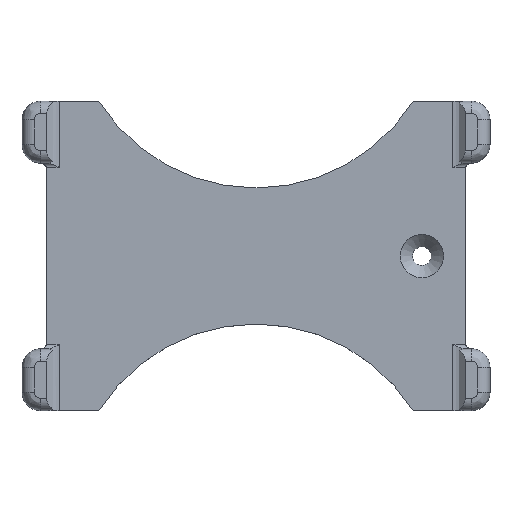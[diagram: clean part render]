
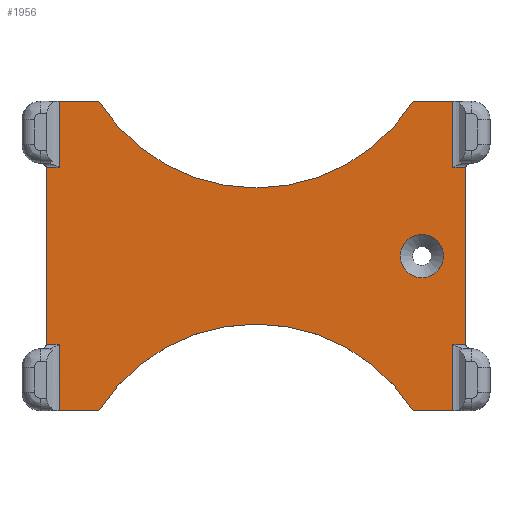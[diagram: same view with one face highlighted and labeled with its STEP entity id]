
A CAD part, top view. The second image highlights one B-rep face of the part: STEP entity #1956.
In plain terms, the highlighted planar face has unit normal (0, 0, 1).
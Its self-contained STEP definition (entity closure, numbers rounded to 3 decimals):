
#40=FACE_BOUND('',#327,.T.);
#104=CIRCLE('',#2105,30.);
#108=CIRCLE('',#2114,1.);
#109=CIRCLE('',#2117,1.);
#113=CIRCLE('',#2128,30.);
#114=CIRCLE('',#2129,1.);
#115=CIRCLE('',#2130,1.);
#116=CIRCLE('',#2131,3.5);
#205=FACE_OUTER_BOUND('',#326,.T.);
#326=EDGE_LOOP('',(#1469,#1470,#1471,#1472,#1473,#1474,#1475,#1476,#1477,
#1478,#1479,#1480,#1481,#1482,#1483,#1484,#1485,#1486,#1487,#1488));
#327=EDGE_LOOP('',(#1489));
#465=LINE('',#3023,#654);
#477=LINE('',#3064,#666);
#490=LINE('',#3108,#679);
#504=LINE('',#3145,#693);
#505=LINE('',#3147,#694);
#506=LINE('',#3151,#695);
#507=LINE('',#3153,#696);
#508=LINE('',#3155,#697);
#509=LINE('',#3159,#698);
#510=LINE('',#3163,#699);
#511=LINE('',#3165,#700);
#512=LINE('',#3166,#701);
#513=LINE('',#3168,#702);
#514=LINE('',#3169,#703);
#654=VECTOR('',#2413,10.);
#666=VECTOR('',#2441,10.);
#679=VECTOR('',#2470,10.);
#693=VECTOR('',#2490,10.);
#694=VECTOR('',#2493,10.);
#695=VECTOR('',#2496,10.);
#696=VECTOR('',#2497,10.);
#697=VECTOR('',#2498,10.);
#698=VECTOR('',#2501,10.);
#699=VECTOR('',#2504,10.);
#700=VECTOR('',#2505,10.);
#701=VECTOR('',#2506,10.);
#702=VECTOR('',#2507,10.);
#703=VECTOR('',#2508,10.);
#848=VERTEX_POINT('',#3013);
#849=VERTEX_POINT('',#3015);
#851=VERTEX_POINT('',#3021);
#860=VERTEX_POINT('',#3047);
#861=VERTEX_POINT('',#3049);
#862=VERTEX_POINT('',#3062);
#865=VERTEX_POINT('',#3070);
#874=VERTEX_POINT('',#3105);
#875=VERTEX_POINT('',#3107);
#889=VERTEX_POINT('',#3138);
#890=VERTEX_POINT('',#3148);
#891=VERTEX_POINT('',#3150);
#892=VERTEX_POINT('',#3152);
#893=VERTEX_POINT('',#3154);
#894=VERTEX_POINT('',#3156);
#895=VERTEX_POINT('',#3158);
#896=VERTEX_POINT('',#3160);
#897=VERTEX_POINT('',#3162);
#898=VERTEX_POINT('',#3164);
#899=VERTEX_POINT('',#3167);
#900=VERTEX_POINT('',#3170);
#1049=EDGE_CURVE('',#849,#848,#104,.T.);
#1053=EDGE_CURVE('',#848,#851,#465,.T.);
#1066=EDGE_CURVE('',#861,#860,#108,.T.);
#1069=EDGE_CURVE('',#860,#862,#477,.T.);
#1073=EDGE_CURVE('',#862,#865,#109,.T.);
#1086=EDGE_CURVE('',#875,#874,#490,.T.);
#1102=EDGE_CURVE('',#889,#865,#504,.T.);
#1103=EDGE_CURVE('',#875,#889,#505,.T.);
#1104=EDGE_CURVE('',#874,#890,#113,.T.);
#1105=EDGE_CURVE('',#890,#891,#506,.T.);
#1106=EDGE_CURVE('',#892,#891,#507,.T.);
#1107=EDGE_CURVE('',#893,#892,#508,.T.);
#1108=EDGE_CURVE('',#893,#894,#114,.T.);
#1109=EDGE_CURVE('',#894,#895,#509,.T.);
#1110=EDGE_CURVE('',#895,#896,#115,.T.);
#1111=EDGE_CURVE('',#897,#896,#510,.T.);
#1112=EDGE_CURVE('',#898,#897,#511,.T.);
#1113=EDGE_CURVE('',#898,#849,#512,.T.);
#1114=EDGE_CURVE('',#899,#851,#513,.T.);
#1115=EDGE_CURVE('',#861,#899,#514,.T.);
#1116=EDGE_CURVE('',#900,#900,#116,.T.);
#1469=ORIENTED_EDGE('',*,*,#1102,.F.);
#1470=ORIENTED_EDGE('',*,*,#1103,.F.);
#1471=ORIENTED_EDGE('',*,*,#1086,.T.);
#1472=ORIENTED_EDGE('',*,*,#1104,.T.);
#1473=ORIENTED_EDGE('',*,*,#1105,.T.);
#1474=ORIENTED_EDGE('',*,*,#1106,.F.);
#1475=ORIENTED_EDGE('',*,*,#1107,.F.);
#1476=ORIENTED_EDGE('',*,*,#1108,.T.);
#1477=ORIENTED_EDGE('',*,*,#1109,.T.);
#1478=ORIENTED_EDGE('',*,*,#1110,.T.);
#1479=ORIENTED_EDGE('',*,*,#1111,.F.);
#1480=ORIENTED_EDGE('',*,*,#1112,.F.);
#1481=ORIENTED_EDGE('',*,*,#1113,.T.);
#1482=ORIENTED_EDGE('',*,*,#1049,.T.);
#1483=ORIENTED_EDGE('',*,*,#1053,.T.);
#1484=ORIENTED_EDGE('',*,*,#1114,.F.);
#1485=ORIENTED_EDGE('',*,*,#1115,.F.);
#1486=ORIENTED_EDGE('',*,*,#1066,.T.);
#1487=ORIENTED_EDGE('',*,*,#1069,.T.);
#1488=ORIENTED_EDGE('',*,*,#1073,.T.);
#1489=ORIENTED_EDGE('',*,*,#1116,.F.);
#1871=PLANE('',#2127);
#1956=ADVANCED_FACE('',(#205,#40),#1871,.T.);
#2105=AXIS2_PLACEMENT_3D('',#3016,#2405,#2406);
#2114=AXIS2_PLACEMENT_3D('',#3050,#2436,#2437);
#2117=AXIS2_PLACEMENT_3D('',#3081,#2446,#2447);
#2127=AXIS2_PLACEMENT_3D('',#3146,#2491,#2492);
#2128=AXIS2_PLACEMENT_3D('',#3149,#2494,#2495);
#2129=AXIS2_PLACEMENT_3D('',#3157,#2499,#2500);
#2130=AXIS2_PLACEMENT_3D('',#3161,#2502,#2503);
#2131=AXIS2_PLACEMENT_3D('',#3171,#2509,#2510);
#2405=DIRECTION('center_axis',(0.,0.,-1.));
#2406=DIRECTION('ref_axis',(0.846,-0.533,0.));
#2413=DIRECTION('',(-1.,0.,0.));
#2436=DIRECTION('center_axis',(0.,0.,-1.));
#2437=DIRECTION('ref_axis',(0.,1.,0.));
#2441=DIRECTION('',(0.,-1.,0.));
#2446=DIRECTION('center_axis',(0.,0.,-1.));
#2447=DIRECTION('ref_axis',(1.,0.,0.));
#2470=DIRECTION('',(1.,0.,0.));
#2490=DIRECTION('',(-1.,0.,0.));
#2491=DIRECTION('center_axis',(0.,0.,1.));
#2492=DIRECTION('ref_axis',(1.,0.,0.));
#2493=DIRECTION('',(0.,1.,0.));
#2494=DIRECTION('center_axis',(0.,0.,-1.));
#2495=DIRECTION('ref_axis',(-0.846,0.533,0.));
#2496=DIRECTION('',(1.,0.,0.));
#2497=DIRECTION('',(0.,-1.,0.));
#2498=DIRECTION('',(-1.,0.,0.));
#2499=DIRECTION('center_axis',(0.,0.,-1.));
#2500=DIRECTION('ref_axis',(0.,-1.,0.));
#2501=DIRECTION('',(0.,1.,0.));
#2502=DIRECTION('center_axis',(0.,0.,-1.));
#2503=DIRECTION('ref_axis',(-1.,0.,0.));
#2504=DIRECTION('',(1.,0.,0.));
#2505=DIRECTION('',(0.,-1.,0.));
#2506=DIRECTION('',(-1.,0.,0.));
#2507=DIRECTION('',(0.,1.,0.));
#2508=DIRECTION('',(1.,0.,0.));
#2509=DIRECTION('center_axis',(0.,0.,1.));
#2510=DIRECTION('ref_axis',(1.,0.,0.));
#3013=CARTESIAN_POINT('',(-60.177,50.,3.));
#3015=CARTESIAN_POINT('',(-9.423,50.,3.));
#3016=CARTESIAN_POINT('Origin',(-34.8,66.,3.));
#3021=CARTESIAN_POINT('',(-66.6,50.,3.));
#3023=CARTESIAN_POINT('',(-69.6,50.,3.));
#3047=CARTESIAN_POINT('',(-68.6,39.,3.));
#3049=CARTESIAN_POINT('',(-68.656,39.33,3.));
#3050=CARTESIAN_POINT('Origin',(-69.6,39.,3.));
#3062=CARTESIAN_POINT('',(-68.6,11.,3.));
#3064=CARTESIAN_POINT('',(-68.6,18.,3.));
#3070=CARTESIAN_POINT('',(-68.656,10.67,3.));
#3081=CARTESIAN_POINT('Origin',(-69.6,11.,3.));
#3105=CARTESIAN_POINT('',(-60.177,0.,3.));
#3107=CARTESIAN_POINT('',(-66.6,0.,3.));
#3108=CARTESIAN_POINT('',(0.,0.,3.));
#3138=CARTESIAN_POINT('',(-66.6,10.67,3.));
#3145=CARTESIAN_POINT('',(-52.2,10.67,3.));
#3146=CARTESIAN_POINT('Origin',(-34.8,25.,3.));
#3147=CARTESIAN_POINT('',(-66.6,0.,3.));
#3148=CARTESIAN_POINT('',(-9.423,0.,3.));
#3149=CARTESIAN_POINT('Origin',(-34.8,-16.,3.));
#3150=CARTESIAN_POINT('',(-3.,0.,3.));
#3151=CARTESIAN_POINT('',(0.,0.,3.));
#3152=CARTESIAN_POINT('',(-3.,10.67,3.));
#3153=CARTESIAN_POINT('',(-3.,0.,3.));
#3154=CARTESIAN_POINT('',(-0.944,10.67,3.));
#3155=CARTESIAN_POINT('',(-17.4,10.67,3.));
#3156=CARTESIAN_POINT('',(-1.,11.,3.));
#3157=CARTESIAN_POINT('Origin',(0.,11.,3.));
#3158=CARTESIAN_POINT('',(-1.,39.,3.));
#3159=CARTESIAN_POINT('',(-1.,32.,3.));
#3160=CARTESIAN_POINT('',(-0.944,39.33,3.));
#3161=CARTESIAN_POINT('Origin',(0.,39.,3.));
#3162=CARTESIAN_POINT('',(-3.,39.33,3.));
#3163=CARTESIAN_POINT('',(-17.4,39.33,3.));
#3164=CARTESIAN_POINT('',(-3.,50.,3.));
#3165=CARTESIAN_POINT('',(-3.,50.,3.));
#3166=CARTESIAN_POINT('',(-69.6,50.,3.));
#3167=CARTESIAN_POINT('',(-66.6,39.33,3.));
#3168=CARTESIAN_POINT('',(-66.6,50.,3.));
#3169=CARTESIAN_POINT('',(-52.2,39.33,3.));
#3170=CARTESIAN_POINT('',(-11.5,25.,3.));
#3171=CARTESIAN_POINT('Origin',(-8.,25.,3.));
